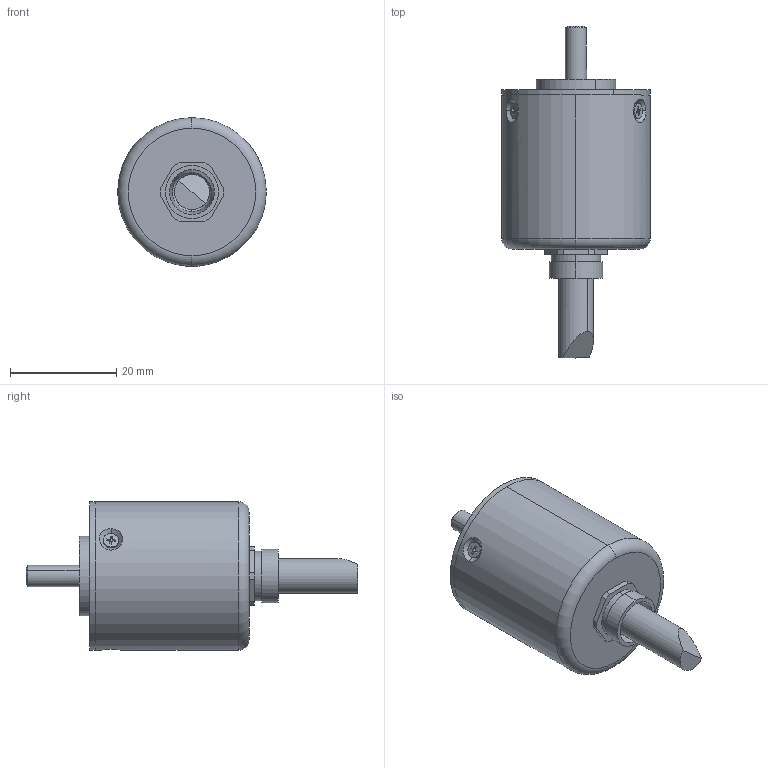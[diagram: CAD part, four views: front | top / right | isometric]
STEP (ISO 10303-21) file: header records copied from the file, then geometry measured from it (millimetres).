
FILE_DESCRIPTION (( 'STEP AP214' ), '1' );
FILE_NAME ('EV28A4-xxPA-xxxx.STEP', '2024-01-12T08:23:41', ( '' ), ( '' ), 'SwSTEP 2.0', 'SolidWorks 2023', '' );
FILE_SCHEMA (( 'AUTOMOTIVE_DESIGN' ));
Length unit declared in the file: millimetre
Products named in the file (1): EV28A4-xxPA-xxxx
Bounding box: 28 x 62.5 x 28 mm (x, y, z)
Volume: 8802.8 mm3; surface area: 11340.6 mm2
Topology: 11 solids, 11 shells, 398 faces, 1277 edges, 817 vertices
Faces by surface type: cylinder 108, plane 105, torus 92, sphere 48, cone 33, bspline 12
Entity records: 17712 total; most frequent: CARTESIAN_POINT 6284, ORIENTED_EDGE 2246, DIRECTION 1926, EDGE_CURVE 1123, AXIS2_PLACEMENT_3D 802, VERTEX_POINT 721, EDGE_LOOP 436, CIRCLE 415
